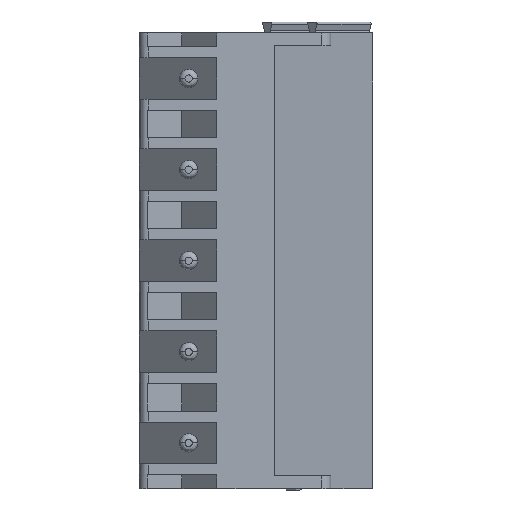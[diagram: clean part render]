
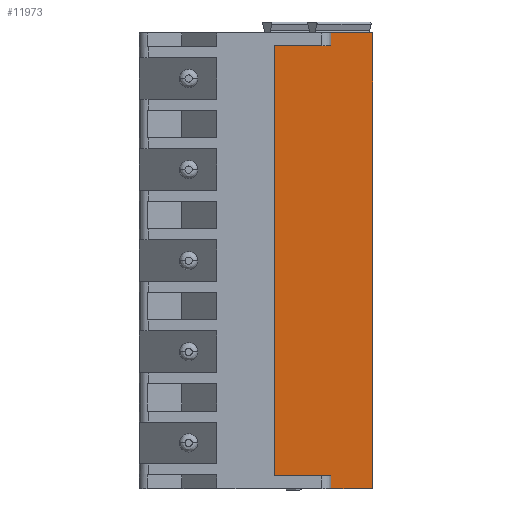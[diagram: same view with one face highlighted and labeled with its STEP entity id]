
A CAD part, front view. The second image highlights one B-rep face of the part: STEP entity #11973.
In plain terms, the highlighted planar face has unit normal (0.82, -0.572, 0).
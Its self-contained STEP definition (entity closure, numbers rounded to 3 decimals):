
#64=DIRECTION('',(0.572,0.82,0.));
#65=VECTOR('',#64,4.018);
#66=CARTESIAN_POINT('',(6.25,4.448,22.5));
#67=LINE('',#66,#65);
#3001=DIRECTION('',(0.572,0.82,0.));
#3002=VECTOR('',#3001,5.425);
#3003=CARTESIAN_POINT('',(3.145,0.,21.8));
#3004=LINE('',#3003,#3002);
#3005=DIRECTION('',(0.,0.,-1.));
#3006=VECTOR('',#3005,0.7);
#3007=CARTESIAN_POINT('',(6.25,4.448,22.5));
#3008=LINE('',#3007,#3006);
#3009=DIRECTION('',(0.,0.,1.));
#3010=VECTOR('',#3009,0.7);
#3011=CARTESIAN_POINT('',(6.25,4.448,-2.5));
#3012=LINE('',#3011,#3010);
#3013=DIRECTION('',(0.572,0.82,0.));
#3014=VECTOR('',#3013,5.425);
#3015=CARTESIAN_POINT('',(3.145,0.,-1.8));
#3016=LINE('',#3015,#3014);
#3017=DIRECTION('',(0.,0.,-1.));
#3018=VECTOR('',#3017,23.6);
#3019=CARTESIAN_POINT('',(3.145,0.,21.8));
#3020=LINE('',#3019,#3018);
#3034=DIRECTION('',(0.,0.,-1.));
#3035=VECTOR('',#3034,25.);
#3036=CARTESIAN_POINT('',(8.55,7.743,22.5));
#3037=LINE('',#3036,#3035);
#3123=DIRECTION('',(0.572,0.82,0.));
#3124=VECTOR('',#3123,4.018);
#3125=CARTESIAN_POINT('',(6.25,4.448,-2.5));
#3126=LINE('',#3125,#3124);
#6486=CARTESIAN_POINT('',(8.55,7.743,22.5));
#6488=VERTEX_POINT('',#6486);
#6510=CARTESIAN_POINT('',(8.55,7.743,-2.5));
#6512=VERTEX_POINT('',#6510);
#7146=CARTESIAN_POINT('',(3.145,0.,-1.8));
#7147=CARTESIAN_POINT('',(6.25,4.448,-1.8));
#7148=VERTEX_POINT('',#7146);
#7149=VERTEX_POINT('',#7147);
#7150=CARTESIAN_POINT('',(6.25,4.448,-2.5));
#7151=VERTEX_POINT('',#7150);
#7160=CARTESIAN_POINT('',(3.145,0.,21.8));
#7161=CARTESIAN_POINT('',(6.25,4.448,21.8));
#7162=VERTEX_POINT('',#7160);
#7163=VERTEX_POINT('',#7161);
#7164=CARTESIAN_POINT('',(6.25,4.448,22.5));
#7165=VERTEX_POINT('',#7164);
#11953=CARTESIAN_POINT('',(3.145,0.,22.5));
#11954=DIRECTION('',(0.82,-0.572,0.));
#11955=DIRECTION('',(0.572,0.82,0.));
#11956=AXIS2_PLACEMENT_3D('',#11953,#11954,#11955);
#11957=PLANE('',#11956);
#11959=ORIENTED_EDGE('',*,*,#11958,.T.);
#11960=ORIENTED_EDGE('',*,*,#11944,.F.);
#11961=ORIENTED_EDGE('',*,*,#8387,.T.);
#11963=ORIENTED_EDGE('',*,*,#11962,.T.);
#11965=ORIENTED_EDGE('',*,*,#11964,.F.);
#11967=ORIENTED_EDGE('',*,*,#11966,.T.);
#11969=ORIENTED_EDGE('',*,*,#11968,.F.);
#11970=ORIENTED_EDGE('',*,*,#11834,.F.);
#11971=EDGE_LOOP('',(#11959,#11960,#11961,#11963,#11965,#11967,#11969,#11970));
#11972=FACE_OUTER_BOUND('',#11971,.F.);
#8387=EDGE_CURVE('',#7165,#6488,#67,.T.);
#11834=EDGE_CURVE('',#7162,#7148,#3020,.T.);
#11944=EDGE_CURVE('',#7165,#7163,#3008,.T.);
#11958=EDGE_CURVE('',#7162,#7163,#3004,.T.);
#11962=EDGE_CURVE('',#6488,#6512,#3037,.T.);
#11964=EDGE_CURVE('',#7151,#6512,#3126,.T.);
#11966=EDGE_CURVE('',#7151,#7149,#3012,.T.);
#11968=EDGE_CURVE('',#7148,#7149,#3016,.T.);
#11973=ADVANCED_FACE('',(#11972),#11957,.T.);
